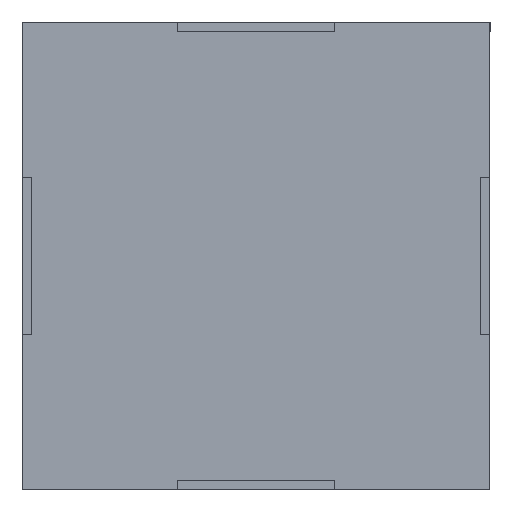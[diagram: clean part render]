
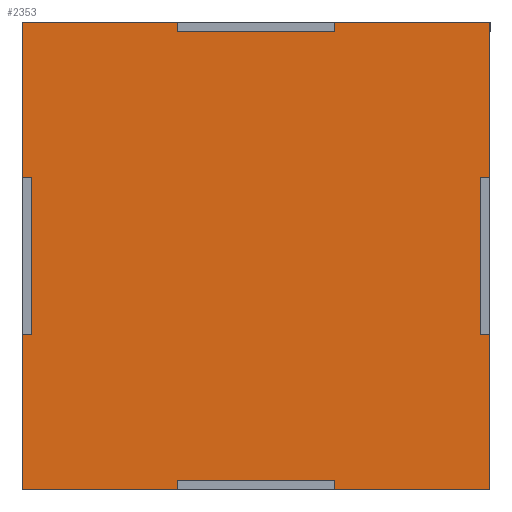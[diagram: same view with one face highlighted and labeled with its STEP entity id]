
A CAD part, front view. The second image highlights one B-rep face of the part: STEP entity #2353.
In plain terms, the highlighted planar face has unit normal (0, -1, 0).
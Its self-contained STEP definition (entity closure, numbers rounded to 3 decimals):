
#177=FACE_OUTER_BOUND('',#296,.T.);
#296=EDGE_LOOP('',(#2096,#2097,#2098,#2099,#2100,#2101,#2102,#2103,#2104,
#2105,#2106,#2107,#2108,#2109,#2110,#2111,#2112,#2113,#2114,#2115));
#558=LINE('',#3671,#879);
#562=LINE('',#3679,#883);
#565=LINE('',#3685,#886);
#568=LINE('',#3691,#889);
#571=LINE('',#3697,#892);
#574=LINE('',#3703,#895);
#577=LINE('',#3709,#898);
#580=LINE('',#3715,#901);
#583=LINE('',#3721,#904);
#586=LINE('',#3727,#907);
#589=LINE('',#3733,#910);
#592=LINE('',#3739,#913);
#595=LINE('',#3745,#916);
#598=LINE('',#3751,#919);
#601=LINE('',#3757,#922);
#604=LINE('',#3763,#925);
#607=LINE('',#3769,#928);
#610=LINE('',#3775,#931);
#613=LINE('',#3781,#934);
#616=LINE('',#3786,#937);
#879=VECTOR('',#3016,10.);
#883=VECTOR('',#3022,10.);
#886=VECTOR('',#3027,10.);
#889=VECTOR('',#3032,10.);
#892=VECTOR('',#3037,10.);
#895=VECTOR('',#3042,10.);
#898=VECTOR('',#3047,10.);
#901=VECTOR('',#3052,10.);
#904=VECTOR('',#3057,10.);
#907=VECTOR('',#3062,10.);
#910=VECTOR('',#3067,10.);
#913=VECTOR('',#3072,10.);
#916=VECTOR('',#3077,10.);
#919=VECTOR('',#3082,10.);
#922=VECTOR('',#3087,10.);
#925=VECTOR('',#3092,10.);
#928=VECTOR('',#3097,10.);
#931=VECTOR('',#3102,10.);
#934=VECTOR('',#3107,10.);
#937=VECTOR('',#3112,10.);
#1113=VERTEX_POINT('',#3669);
#1114=VERTEX_POINT('',#3670);
#1117=VERTEX_POINT('',#3678);
#1119=VERTEX_POINT('',#3684);
#1121=VERTEX_POINT('',#3690);
#1123=VERTEX_POINT('',#3696);
#1125=VERTEX_POINT('',#3702);
#1127=VERTEX_POINT('',#3708);
#1129=VERTEX_POINT('',#3714);
#1131=VERTEX_POINT('',#3720);
#1133=VERTEX_POINT('',#3726);
#1135=VERTEX_POINT('',#3732);
#1137=VERTEX_POINT('',#3738);
#1139=VERTEX_POINT('',#3744);
#1141=VERTEX_POINT('',#3750);
#1143=VERTEX_POINT('',#3756);
#1145=VERTEX_POINT('',#3762);
#1147=VERTEX_POINT('',#3768);
#1149=VERTEX_POINT('',#3774);
#1151=VERTEX_POINT('',#3780);
#1414=EDGE_CURVE('',#1113,#1114,#558,.T.);
#1418=EDGE_CURVE('',#1117,#1113,#562,.T.);
#1421=EDGE_CURVE('',#1119,#1117,#565,.T.);
#1424=EDGE_CURVE('',#1121,#1119,#568,.T.);
#1427=EDGE_CURVE('',#1123,#1121,#571,.T.);
#1430=EDGE_CURVE('',#1125,#1123,#574,.T.);
#1433=EDGE_CURVE('',#1127,#1125,#577,.T.);
#1436=EDGE_CURVE('',#1129,#1127,#580,.T.);
#1439=EDGE_CURVE('',#1131,#1129,#583,.T.);
#1442=EDGE_CURVE('',#1133,#1131,#586,.T.);
#1445=EDGE_CURVE('',#1135,#1133,#589,.T.);
#1448=EDGE_CURVE('',#1137,#1135,#592,.T.);
#1451=EDGE_CURVE('',#1139,#1137,#595,.T.);
#1454=EDGE_CURVE('',#1141,#1139,#598,.T.);
#1457=EDGE_CURVE('',#1143,#1141,#601,.T.);
#1460=EDGE_CURVE('',#1145,#1143,#604,.T.);
#1463=EDGE_CURVE('',#1147,#1145,#607,.T.);
#1466=EDGE_CURVE('',#1149,#1147,#610,.T.);
#1469=EDGE_CURVE('',#1151,#1149,#613,.T.);
#1472=EDGE_CURVE('',#1114,#1151,#616,.T.);
#2096=ORIENTED_EDGE('',*,*,#1472,.F.);
#2097=ORIENTED_EDGE('',*,*,#1414,.F.);
#2098=ORIENTED_EDGE('',*,*,#1418,.F.);
#2099=ORIENTED_EDGE('',*,*,#1421,.F.);
#2100=ORIENTED_EDGE('',*,*,#1424,.F.);
#2101=ORIENTED_EDGE('',*,*,#1427,.F.);
#2102=ORIENTED_EDGE('',*,*,#1430,.F.);
#2103=ORIENTED_EDGE('',*,*,#1433,.F.);
#2104=ORIENTED_EDGE('',*,*,#1436,.F.);
#2105=ORIENTED_EDGE('',*,*,#1439,.F.);
#2106=ORIENTED_EDGE('',*,*,#1442,.F.);
#2107=ORIENTED_EDGE('',*,*,#1445,.F.);
#2108=ORIENTED_EDGE('',*,*,#1448,.F.);
#2109=ORIENTED_EDGE('',*,*,#1451,.F.);
#2110=ORIENTED_EDGE('',*,*,#1454,.F.);
#2111=ORIENTED_EDGE('',*,*,#1457,.F.);
#2112=ORIENTED_EDGE('',*,*,#1460,.F.);
#2113=ORIENTED_EDGE('',*,*,#1463,.F.);
#2114=ORIENTED_EDGE('',*,*,#1466,.F.);
#2115=ORIENTED_EDGE('',*,*,#1469,.F.);
#2234=PLANE('',#2540);
#2353=ADVANCED_FACE('',(#177),#2234,.F.);
#2540=AXIS2_PLACEMENT_3D('',#3789,#3116,#3117);
#3016=DIRECTION('',(-1.,0.,0.));
#3022=DIRECTION('',(0.,0.,1.));
#3027=DIRECTION('',(-1.,0.,0.));
#3032=DIRECTION('',(0.,0.,-1.));
#3037=DIRECTION('',(1.,0.,0.));
#3042=DIRECTION('',(0.,0.,-1.));
#3047=DIRECTION('',(-1.,0.,0.));
#3052=DIRECTION('',(0.,0.,-1.));
#3057=DIRECTION('',(1.,0.,0.));
#3062=DIRECTION('',(0.,0.,1.));
#3067=DIRECTION('',(1.,0.,0.));
#3072=DIRECTION('',(0.,0.,-1.));
#3077=DIRECTION('',(1.,0.,0.));
#3082=DIRECTION('',(0.,0.,1.));
#3087=DIRECTION('',(-1.,0.,0.));
#3092=DIRECTION('',(0.,0.,1.));
#3097=DIRECTION('',(1.,0.,0.));
#3102=DIRECTION('',(0.,0.,1.));
#3107=DIRECTION('',(-1.,0.,0.));
#3112=DIRECTION('',(0.,0.,-1.));
#3116=DIRECTION('center_axis',(0.,1.,0.));
#3117=DIRECTION('ref_axis',(1.,0.,0.));
#3669=CARTESIAN_POINT('',(16.667,0.,-47.5));
#3670=CARTESIAN_POINT('',(-16.667,0.,-47.5));
#3671=CARTESIAN_POINT('',(16.667,0.,-47.5));
#3678=CARTESIAN_POINT('',(16.667,0.,-49.5));
#3679=CARTESIAN_POINT('',(16.667,0.,-49.5));
#3684=CARTESIAN_POINT('',(49.5,0.,-49.5));
#3685=CARTESIAN_POINT('',(49.5,0.,-49.5));
#3690=CARTESIAN_POINT('',(49.5,0.,-16.667));
#3691=CARTESIAN_POINT('',(49.5,0.,49.5));
#3696=CARTESIAN_POINT('',(47.5,0.,-16.667));
#3697=CARTESIAN_POINT('',(47.5,0.,-16.667));
#3702=CARTESIAN_POINT('',(47.5,0.,16.667));
#3703=CARTESIAN_POINT('',(47.5,0.,16.667));
#3708=CARTESIAN_POINT('',(49.5,0.,16.667));
#3709=CARTESIAN_POINT('',(49.5,0.,16.667));
#3714=CARTESIAN_POINT('',(49.5,0.,49.5));
#3715=CARTESIAN_POINT('',(49.5,0.,49.5));
#3720=CARTESIAN_POINT('',(16.667,0.,49.5));
#3721=CARTESIAN_POINT('',(-49.5,0.,49.5));
#3726=CARTESIAN_POINT('',(16.667,0.,47.5));
#3727=CARTESIAN_POINT('',(16.667,0.,47.5));
#3732=CARTESIAN_POINT('',(-16.667,0.,47.5));
#3733=CARTESIAN_POINT('',(-16.667,0.,47.5));
#3738=CARTESIAN_POINT('',(-16.667,0.,49.5));
#3739=CARTESIAN_POINT('',(-16.667,0.,49.5));
#3744=CARTESIAN_POINT('',(-49.5,0.,49.5));
#3745=CARTESIAN_POINT('',(-49.5,0.,49.5));
#3750=CARTESIAN_POINT('',(-49.5,0.,16.667));
#3751=CARTESIAN_POINT('',(-49.5,0.,-49.5));
#3756=CARTESIAN_POINT('',(-47.5,0.,16.667));
#3757=CARTESIAN_POINT('',(-47.5,0.,16.667));
#3762=CARTESIAN_POINT('',(-47.5,0.,-16.667));
#3763=CARTESIAN_POINT('',(-47.5,0.,-16.667));
#3768=CARTESIAN_POINT('',(-49.5,0.,-16.667));
#3769=CARTESIAN_POINT('',(-49.5,0.,-16.667));
#3774=CARTESIAN_POINT('',(-49.5,0.,-49.5));
#3775=CARTESIAN_POINT('',(-49.5,0.,-49.5));
#3780=CARTESIAN_POINT('',(-16.667,0.,-49.5));
#3781=CARTESIAN_POINT('',(49.5,0.,-49.5));
#3786=CARTESIAN_POINT('',(-16.667,0.,-47.5));
#3789=CARTESIAN_POINT('Origin',(0.,0.,0.));
